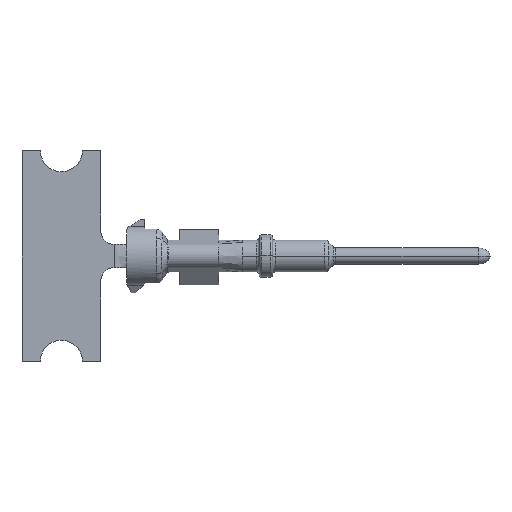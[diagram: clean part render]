
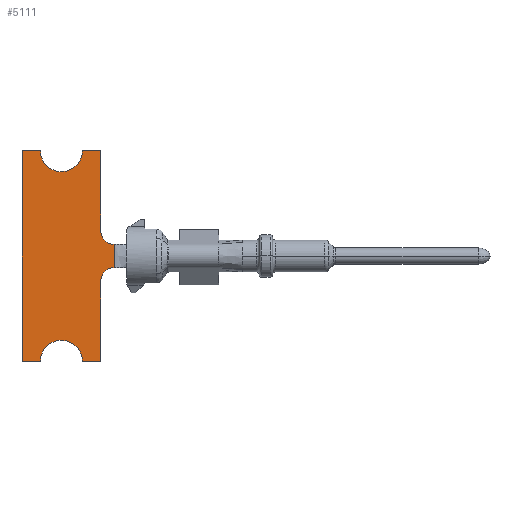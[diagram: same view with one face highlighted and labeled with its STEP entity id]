
A CAD part, top view. The second image highlights one B-rep face of the part: STEP entity #5111.
In plain terms, the highlighted planar face has unit normal (0, 0, 1).
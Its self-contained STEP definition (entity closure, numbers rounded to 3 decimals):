
#734=DIRECTION('',(0.,-1.,0.));
#735=VECTOR('',#734,1.4);
#736=CARTESIAN_POINT('',(-8.75,0.7,1.26));
#737=LINE('',#736,#735);
#743=CARTESIAN_POINT('',(-8.75,-1.5,1.26));
#744=DIRECTION('',(0.,0.,1.));
#745=DIRECTION('',(0.,1.,0.));
#746=AXIS2_PLACEMENT_3D('',#743,#744,#745);
#748=DIRECTION('',(0.,1.,0.));
#749=VECTOR('',#748,4.85);
#750=CARTESIAN_POINT('',(-9.55,-6.35,1.26));
#751=LINE('',#750,#749);
#752=CARTESIAN_POINT('',(-11.925,-6.35,1.26));
#753=DIRECTION('',(0.,0.,1.));
#754=DIRECTION('',(1.,0.,0.));
#755=AXIS2_PLACEMENT_3D('',#752,#753,#754);
#757=DIRECTION('',(1.,0.,0.));
#758=VECTOR('',#757,1.105);
#759=CARTESIAN_POINT('',(-14.3,6.35,1.26));
#760=LINE('',#759,#758);
#761=CARTESIAN_POINT('',(-11.925,6.35,1.26));
#762=DIRECTION('',(0.,0.,1.));
#763=DIRECTION('',(-1.,0.,0.));
#764=AXIS2_PLACEMENT_3D('',#761,#762,#763);
#766=DIRECTION('',(1.,0.,0.));
#767=VECTOR('',#766,1.105);
#768=CARTESIAN_POINT('',(-10.655,6.35,1.26));
#769=LINE('',#768,#767);
#770=DIRECTION('',(0.,-1.,0.));
#771=VECTOR('',#770,4.85);
#772=CARTESIAN_POINT('',(-9.55,6.35,1.26));
#773=LINE('',#772,#771);
#774=CARTESIAN_POINT('',(-8.75,1.5,1.26));
#775=DIRECTION('',(0.,0.,-1.));
#776=DIRECTION('',(0.,-1.,0.));
#777=AXIS2_PLACEMENT_3D('',#774,#775,#776);
#1501=DIRECTION('',(0.,-1.,0.));
#1502=VECTOR('',#1501,12.7);
#1503=CARTESIAN_POINT('',(-14.3,6.35,1.26));
#1504=LINE('',#1503,#1502);
#1513=DIRECTION('',(1.,0.,0.));
#1514=VECTOR('',#1513,1.105);
#1515=CARTESIAN_POINT('',(-14.3,-6.35,1.26));
#1516=LINE('',#1515,#1514);
#1529=DIRECTION('',(1.,0.,0.));
#1530=VECTOR('',#1529,1.105);
#1531=CARTESIAN_POINT('',(-10.655,-6.35,1.26));
#1532=LINE('',#1531,#1530);
#2785=CARTESIAN_POINT('',(-14.3,6.35,1.26));
#2786=CARTESIAN_POINT('',(-14.3,-6.35,1.26));
#2787=VERTEX_POINT('',#2785);
#2788=VERTEX_POINT('',#2786);
#2789=CARTESIAN_POINT('',(-9.55,-6.35,1.26));
#2790=CARTESIAN_POINT('',(-9.55,-1.5,1.26));
#2791=VERTEX_POINT('',#2789);
#2792=VERTEX_POINT('',#2790);
#2793=CARTESIAN_POINT('',(-9.55,6.35,1.26));
#2794=CARTESIAN_POINT('',(-9.55,1.5,1.26));
#2795=VERTEX_POINT('',#2793);
#2796=VERTEX_POINT('',#2794);
#2797=CARTESIAN_POINT('',(-10.655,-6.35,1.26));
#2798=CARTESIAN_POINT('',(-13.195,-6.35,1.26));
#2799=VERTEX_POINT('',#2797);
#2800=VERTEX_POINT('',#2798);
#2801=CARTESIAN_POINT('',(-13.195,6.35,1.26));
#2802=CARTESIAN_POINT('',(-10.655,6.35,1.26));
#2803=VERTEX_POINT('',#2801);
#2804=VERTEX_POINT('',#2802);
#2837=CARTESIAN_POINT('',(-8.75,0.7,1.26));
#2838=CARTESIAN_POINT('',(-8.75,-0.7,1.26));
#2839=VERTEX_POINT('',#2837);
#2840=VERTEX_POINT('',#2838);
#5081=CARTESIAN_POINT('',(-14.3,6.35,1.26));
#5082=DIRECTION('',(0.,0.,1.));
#5083=DIRECTION('',(0.,-1.,0.));
#5084=AXIS2_PLACEMENT_3D('',#5081,#5082,#5083);
#5085=PLANE('',#5084);
#5086=ORIENTED_EDGE('',*,*,#5071,.T.);
#5088=ORIENTED_EDGE('',*,*,#5087,.T.);
#5090=ORIENTED_EDGE('',*,*,#5089,.F.);
#5092=ORIENTED_EDGE('',*,*,#5091,.F.);
#5094=ORIENTED_EDGE('',*,*,#5093,.T.);
#5096=ORIENTED_EDGE('',*,*,#5095,.F.);
#5098=ORIENTED_EDGE('',*,*,#5097,.F.);
#5100=ORIENTED_EDGE('',*,*,#5099,.T.);
#5102=ORIENTED_EDGE('',*,*,#5101,.T.);
#5104=ORIENTED_EDGE('',*,*,#5103,.T.);
#5106=ORIENTED_EDGE('',*,*,#5105,.T.);
#5108=ORIENTED_EDGE('',*,*,#5107,.F.);
#5109=EDGE_LOOP('',(#5086,#5088,#5090,#5092,#5094,#5096,#5098,#5100,#5102,#5104,
#5106,#5108));
#5110=FACE_OUTER_BOUND('',#5109,.F.);
#5111=ADVANCED_FACE('',(#5110),#5085,.T.);
#747=CIRCLE('',#746,0.8);
#756=CIRCLE('',#755,1.27);
#765=CIRCLE('',#764,1.27);
#778=CIRCLE('',#777,0.8);
#5071=EDGE_CURVE('',#2839,#2840,#737,.T.);
#5087=EDGE_CURVE('',#2840,#2792,#747,.T.);
#5089=EDGE_CURVE('',#2791,#2792,#751,.T.);
#5091=EDGE_CURVE('',#2799,#2791,#1532,.T.);
#5093=EDGE_CURVE('',#2799,#2800,#756,.T.);
#5095=EDGE_CURVE('',#2788,#2800,#1516,.T.);
#5097=EDGE_CURVE('',#2787,#2788,#1504,.T.);
#5099=EDGE_CURVE('',#2787,#2803,#760,.T.);
#5101=EDGE_CURVE('',#2803,#2804,#765,.T.);
#5103=EDGE_CURVE('',#2804,#2795,#769,.T.);
#5105=EDGE_CURVE('',#2795,#2796,#773,.T.);
#5107=EDGE_CURVE('',#2839,#2796,#778,.T.);
